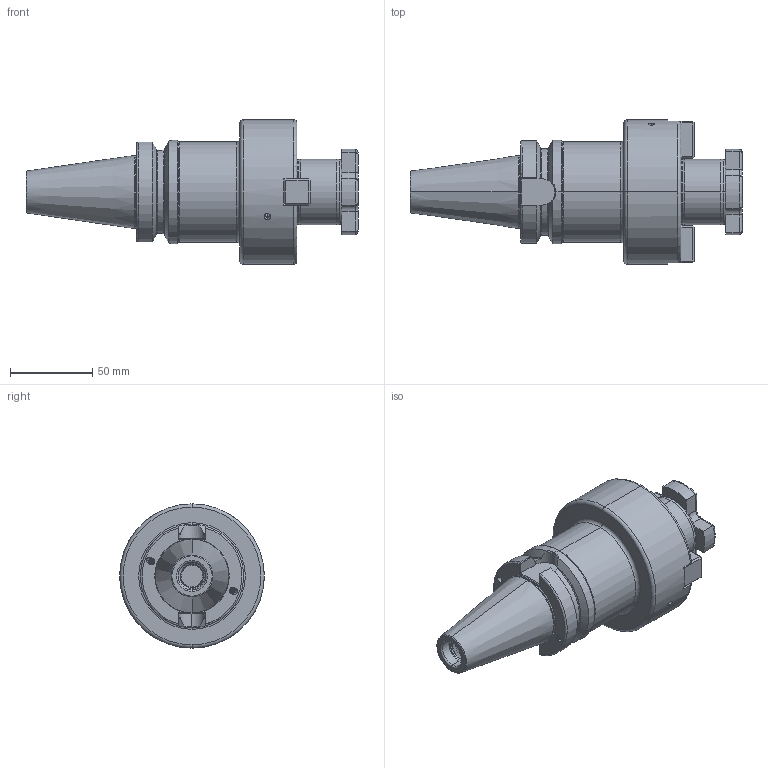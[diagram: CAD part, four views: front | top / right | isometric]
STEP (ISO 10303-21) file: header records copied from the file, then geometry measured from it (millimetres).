
FILE_DESCRIPTION (( 'STEP AP203' ), '1' );
FILE_NAME ('406.11.40.1.STEP', '2016-11-26T02:34:46', ( '' ), ( '' ), 'SwSTEP 2.0', 'SolidWorks 2012', '' );
FILE_SCHEMA (( 'CONFIG_CONTROL_DESIGN' ));
Products named in the file (5): 406.11.40.1; 102.11.32_M5xP0.8-14L; 面銑刀墊塊40; 十字螺絲FMB40
Assembly tree (6 placements, depth 2):
  406.11.40.1
    406.11.40.1
    十字螺絲FMB40
    面銑刀墊塊40  x2
    102.11.32_M5xP0.8-14L  x2
Bounding box: 202.4 x 88 x 88 mm (x, y, z)
Volume: 467465.8 mm3; surface area: 78069.9 mm2
Topology: 6 solids, 6 shells, 723 faces, 1906 edges, 1195 vertices
Faces by surface type: cylinder 380, plane 152, cone 84, torus 58, bspline 49
Entity records: 43138 total; most frequent: CARTESIAN_POINT 29021, ORIENTED_EDGE 3304, DIRECTION 2412, EDGE_CURVE 1652, VERTEX_POINT 1050, AXIS2_PLACEMENT_3D 912, EDGE_LOOP 652, FACE_OUTER_BOUND 623
